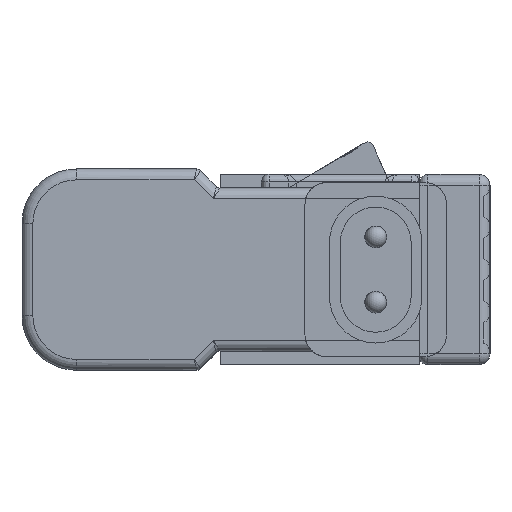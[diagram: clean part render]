
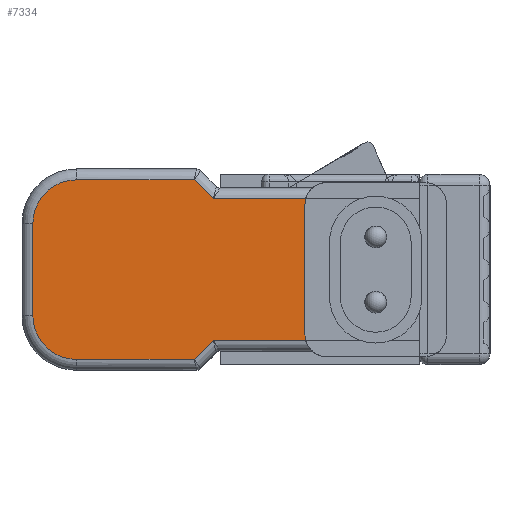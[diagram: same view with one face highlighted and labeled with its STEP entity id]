
A CAD part, left-side view. The second image highlights one B-rep face of the part: STEP entity #7334.
In plain terms, the highlighted planar face has unit normal (-1, 0, 0).
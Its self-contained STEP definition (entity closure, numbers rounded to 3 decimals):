
#14 = LINE ( 'NONE', #7150, #1668 ) ;
#25 = VERTEX_POINT ( 'NONE', #1336 ) ;
#214 = VECTOR ( 'NONE', #5975, 1000. ) ;
#228 = DIRECTION ( 'NONE',  ( 0., 1., 0. ) ) ;
#267 = CARTESIAN_POINT ( 'NONE',  ( -339., 38., -4.25 ) ) ;
#329 = CARTESIAN_POINT ( 'NONE',  ( -339., 27.164, -8.25 ) ) ;
#358 = LINE ( 'NONE', #4641, #4082 ) ;
#394 = ORIENTED_EDGE ( 'NONE', *, *, #6436, .T. ) ;
#693 = EDGE_CURVE ( 'NONE', #8633, #1567, #7796, .T. ) ;
#697 = CIRCLE ( 'NONE', #1694, 2. ) ;
#930 = AXIS2_PLACEMENT_3D ( 'NONE', #267, #5135, #985 ) ;
#985 = DIRECTION ( 'NONE',  ( 0., 0., 1. ) ) ;
#1110 = CARTESIAN_POINT ( 'NONE',  ( -339., 38., 8.25 ) ) ;
#1179 = DIRECTION ( 'NONE',  ( 0., 0., -1. ) ) ;
#1188 = DIRECTION ( 'NONE',  ( 0., 0., -1. ) ) ;
#1237 = EDGE_LOOP ( 'NONE', ( #5292, #8244, #5076, #6844, #3556, #394, #8693, #7572, #7483, #7666, #2690, #4537 ) ) ;
#1336 = CARTESIAN_POINT ( 'NONE',  ( -339., 17., 6. ) ) ;
#1339 = EDGE_CURVE ( 'NONE', #8710, #4062, #6068, .T. ) ;
#1448 = LINE ( 'NONE', #7159, #8623 ) ;
#1567 = VERTEX_POINT ( 'NONE', #5844 ) ;
#1668 = VECTOR ( 'NONE', #7832, 1000. ) ;
#1694 = AXIS2_PLACEMENT_3D ( 'NONE', #2602, #7441, #3296 ) ;
#1711 = CARTESIAN_POINT ( 'NONE',  ( -339., 0., 0. ) ) ;
#1881 = CARTESIAN_POINT ( 'NONE',  ( -339., 17., -6. ) ) ;
#2111 = VECTOR ( 'NONE', #2432, 1000. ) ;
#2265 = VECTOR ( 'NONE', #1188, 1000. ) ;
#2413 = DIRECTION ( 'NONE',  ( -1., 0., 0. ) ) ;
#2432 = DIRECTION ( 'NONE',  ( 0., -1., 0. ) ) ;
#2484 = AXIS2_PLACEMENT_3D ( 'NONE', #1711, #2413, #7265 ) ;
#2602 = CARTESIAN_POINT ( 'NONE',  ( -339., 15., -6. ) ) ;
#2690 = ORIENTED_EDGE ( 'NONE', *, *, #3496, .T. ) ;
#2725 = CARTESIAN_POINT ( 'NONE',  ( -339., 0., -6.5 ) ) ;
#2950 = FACE_OUTER_BOUND ( 'NONE', #1237, .T. ) ;
#3026 = EDGE_CURVE ( 'NONE', #1567, #5729, #4086, .T. ) ;
#3075 = AXIS2_PLACEMENT_3D ( 'NONE', #7352, #3201, #8040 ) ;
#3201 = DIRECTION ( 'NONE',  ( -1., 0., 0. ) ) ;
#3202 = VERTEX_POINT ( 'NONE', #5357 ) ;
#3203 = EDGE_CURVE ( 'NONE', #4062, #5309, #697, .T. ) ;
#3296 = DIRECTION ( 'NONE',  ( 0., 0., 1. ) ) ;
#3496 = EDGE_CURVE ( 'NONE', #5729, #7758, #7956, .T. ) ;
#3533 = CIRCLE ( 'NONE', #5257, 2. ) ;
#3556 = ORIENTED_EDGE ( 'NONE', *, *, #5998, .T. ) ;
#3737 = LINE ( 'NONE', #4885, #5361 ) ;
#3800 = CARTESIAN_POINT ( 'NONE',  ( -339., 15., 6. ) ) ;
#3974 = EDGE_CURVE ( 'NONE', #7758, #8710, #14, .T. ) ;
#4013 = CARTESIAN_POINT ( 'NONE',  ( -339., 38., -8.25 ) ) ;
#4062 = VERTEX_POINT ( 'NONE', #5240 ) ;
#4071 = CARTESIAN_POINT ( 'NONE',  ( -339., 38., 8.25 ) ) ;
#4082 = VECTOR ( 'NONE', #1179, 1000. ) ;
#4086 = CIRCLE ( 'NONE', #930, 4. ) ;
#4139 = EDGE_CURVE ( 'NONE', #25, #5309, #358, .T. ) ;
#4222 = VECTOR ( 'NONE', #7569, 1000. ) ;
#4478 = DIRECTION ( 'NONE',  ( 0., 0., 1. ) ) ;
#4537 = ORIENTED_EDGE ( 'NONE', *, *, #3974, .T. ) ;
#4561 = CARTESIAN_POINT ( 'NONE',  ( -339., 42., 4.25 ) ) ;
#4641 = CARTESIAN_POINT ( 'NONE',  ( -339., 17., 8. ) ) ;
#4649 = CARTESIAN_POINT ( 'NONE',  ( -339., 25.414, -6.5 ) ) ;
#4868 = VERTEX_POINT ( 'NONE', #6204 ) ;
#4885 = CARTESIAN_POINT ( 'NONE',  ( -339., 27.457, 8.543 ) ) ;
#5076 = ORIENTED_EDGE ( 'NONE', *, *, #4139, .F. ) ;
#5135 = DIRECTION ( 'NONE',  ( -1., 0., 0. ) ) ;
#5240 = CARTESIAN_POINT ( 'NONE',  ( -339., 16.936, -6.5 ) ) ;
#5257 = AXIS2_PLACEMENT_3D ( 'NONE', #3800, #8643, #4478 ) ;
#5292 = ORIENTED_EDGE ( 'NONE', *, *, #1339, .T. ) ;
#5309 = VERTEX_POINT ( 'NONE', #1881 ) ;
#5357 = CARTESIAN_POINT ( 'NONE',  ( -339., 27.164, 8.25 ) ) ;
#5361 = VECTOR ( 'NONE', #6977, 1000. ) ;
#5522 = EDGE_CURVE ( 'NONE', #25, #6693, #3533, .T. ) ;
#5544 = CIRCLE ( 'NONE', #3075, 4. ) ;
#5729 = VERTEX_POINT ( 'NONE', #4013 ) ;
#5771 = VERTEX_POINT ( 'NONE', #4071 ) ;
#5844 = CARTESIAN_POINT ( 'NONE',  ( -339., 42., -4.25 ) ) ;
#5868 = PLANE ( 'NONE',  #2484 ) ;
#5975 = DIRECTION ( 'NONE',  ( 0., 1., 0. ) ) ;
#5998 = EDGE_CURVE ( 'NONE', #6693, #4868, #1448, .T. ) ;
#6068 = LINE ( 'NONE', #2725, #4222 ) ;
#6204 = CARTESIAN_POINT ( 'NONE',  ( -339., 25.414, 6.5 ) ) ;
#6436 = EDGE_CURVE ( 'NONE', #4868, #3202, #3737, .T. ) ;
#6595 = CARTESIAN_POINT ( 'NONE',  ( -339., 26.75, -8.25 ) ) ;
#6693 = VERTEX_POINT ( 'NONE', #7211 ) ;
#6720 = CARTESIAN_POINT ( 'NONE',  ( -339., 42., 0. ) ) ;
#6844 = ORIENTED_EDGE ( 'NONE', *, *, #5522, .T. ) ;
#6977 = DIRECTION ( 'NONE',  ( 0., 0.707, 0.707 ) ) ;
#7150 = CARTESIAN_POINT ( 'NONE',  ( -339., 25.707, -6.793 ) ) ;
#7159 = CARTESIAN_POINT ( 'NONE',  ( -339., 0., 6.5 ) ) ;
#7177 = LINE ( 'NONE', #1110, #214 ) ;
#7211 = CARTESIAN_POINT ( 'NONE',  ( -339., 16.936, 6.5 ) ) ;
#7265 = DIRECTION ( 'NONE',  ( 0., 0., 1. ) ) ;
#7334 = ADVANCED_FACE ( 'NONE', ( #2950 ), #5868, .T. ) ;
#7352 = CARTESIAN_POINT ( 'NONE',  ( -339., 38., 4.25 ) ) ;
#7379 = EDGE_CURVE ( 'NONE', #3202, #5771, #7177, .T. ) ;
#7441 = DIRECTION ( 'NONE',  ( 1., 0., 0. ) ) ;
#7483 = ORIENTED_EDGE ( 'NONE', *, *, #693, .T. ) ;
#7569 = DIRECTION ( 'NONE',  ( 0., -1., 0. ) ) ;
#7572 = ORIENTED_EDGE ( 'NONE', *, *, #7827, .T. ) ;
#7666 = ORIENTED_EDGE ( 'NONE', *, *, #3026, .T. ) ;
#7758 = VERTEX_POINT ( 'NONE', #329 ) ;
#7796 = LINE ( 'NONE', #6720, #2265 ) ;
#7827 = EDGE_CURVE ( 'NONE', #5771, #8633, #5544, .T. ) ;
#7832 = DIRECTION ( 'NONE',  ( 0., -0.707, 0.707 ) ) ;
#7956 = LINE ( 'NONE', #6595, #2111 ) ;
#8040 = DIRECTION ( 'NONE',  ( 0., 0., 1. ) ) ;
#8244 = ORIENTED_EDGE ( 'NONE', *, *, #3203, .T. ) ;
#8623 = VECTOR ( 'NONE', #228, 1000. ) ;
#8633 = VERTEX_POINT ( 'NONE', #4561 ) ;
#8643 = DIRECTION ( 'NONE',  ( 1., 0., 0. ) ) ;
#8693 = ORIENTED_EDGE ( 'NONE', *, *, #7379, .T. ) ;
#8710 = VERTEX_POINT ( 'NONE', #4649 ) ;
